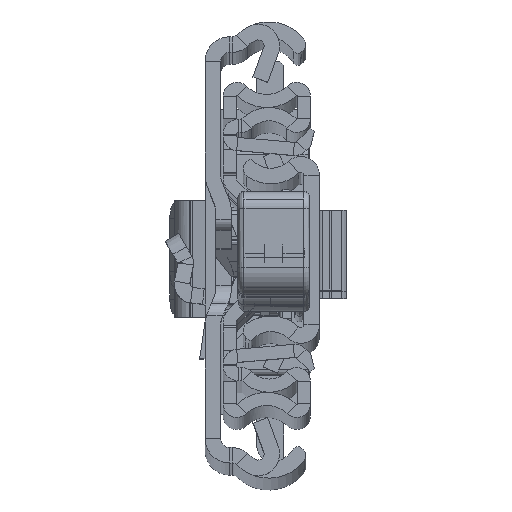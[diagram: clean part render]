
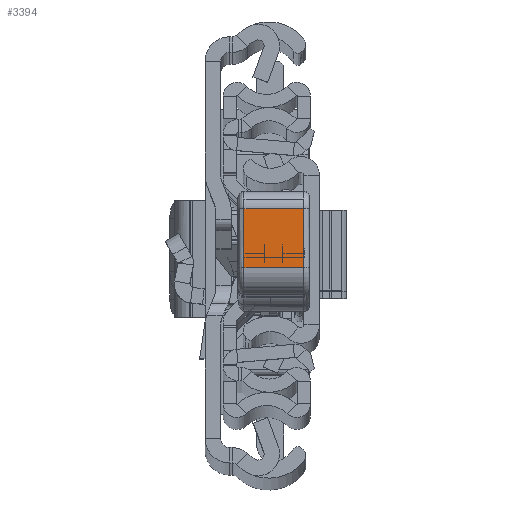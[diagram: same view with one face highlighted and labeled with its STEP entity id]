
A CAD part, top view. The second image highlights one B-rep face of the part: STEP entity #3394.
In plain terms, the highlighted face is planar.
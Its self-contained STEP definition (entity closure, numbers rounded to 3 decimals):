
#856 = EDGE_CURVE ( 'NONE', #19138, #4368, #29019, .T. ) ;
#3394 = ADVANCED_FACE ( 'NONE', ( #5492 ), #20288, .F. ) ;
#4220 = DIRECTION ( 'NONE',  ( -0.027, -1., 0. ) ) ;
#4368 = VERTEX_POINT ( 'NONE', #28238 ) ;
#5492 = FACE_OUTER_BOUND ( 'NONE', #7937, .T. ) ;
#6908 = LINE ( 'NONE', #9994, #8681 ) ;
#7937 = EDGE_LOOP ( 'NONE', ( #26693, #36042, #11534, #17364 ) ) ;
#8073 = VECTOR ( 'NONE', #22695, 1000. ) ;
#8572 = DIRECTION ( 'NONE',  ( -1., 0.027, 0. ) ) ;
#8681 = VECTOR ( 'NONE', #4220, 1000. ) ;
#9994 = CARTESIAN_POINT ( 'NONE',  ( 39.55, -12.274, -10. ) ) ;
#11504 = DIRECTION ( 'NONE',  ( 0., 0., 1. ) ) ;
#11534 = ORIENTED_EDGE ( 'NONE', *, *, #856, .F. ) ;
#13133 = VERTEX_POINT ( 'NONE', #16791 ) ;
#16791 = CARTESIAN_POINT ( 'NONE',  ( 39.55, -12.274, 0. ) ) ;
#16861 = LINE ( 'NONE', #22671, #29746 ) ;
#17364 = ORIENTED_EDGE ( 'NONE', *, *, #28850, .F. ) ;
#18159 = CARTESIAN_POINT ( 'NONE',  ( 39.55, -12.274, -10. ) ) ;
#18231 = LINE ( 'NONE', #32861, #30983 ) ;
#18338 = EDGE_CURVE ( 'NONE', #4368, #31615, #6908, .T. ) ;
#19138 = VERTEX_POINT ( 'NONE', #28716 ) ;
#19595 = CARTESIAN_POINT ( 'NONE',  ( 39.818, -2.465, -11. ) ) ;
#20288 = PLANE ( 'NONE',  #25203 ) ;
#22671 = CARTESIAN_POINT ( 'NONE',  ( 39.55, -12.274, -11. ) ) ;
#22695 = DIRECTION ( 'NONE',  ( 0., 0., -1. ) ) ;
#23196 = CARTESIAN_POINT ( 'NONE',  ( 39.55, -12.274, -11. ) ) ;
#23376 = DIRECTION ( 'NONE',  ( -0.027, -1., 0. ) ) ;
#25203 = AXIS2_PLACEMENT_3D ( 'NONE', #23196, #8572, #23376 ) ;
#26693 = ORIENTED_EDGE ( 'NONE', *, *, #29142, .F. ) ;
#28238 = CARTESIAN_POINT ( 'NONE',  ( 39.818, -2.465, -10. ) ) ;
#28716 = CARTESIAN_POINT ( 'NONE',  ( 39.818, -2.465, 0. ) ) ;
#28850 = EDGE_CURVE ( 'NONE', #13133, #19138, #18231, .T. ) ;
#29019 = LINE ( 'NONE', #19595, #8073 ) ;
#29142 = EDGE_CURVE ( 'NONE', #31615, #13133, #16861, .T. ) ;
#29408 = DIRECTION ( 'NONE',  ( 0.027, 1., 0. ) ) ;
#29746 = VECTOR ( 'NONE', #11504, 1000. ) ;
#30983 = VECTOR ( 'NONE', #29408, 1000. ) ;
#31615 = VERTEX_POINT ( 'NONE', #18159 ) ;
#32861 = CARTESIAN_POINT ( 'NONE',  ( 39.55, -12.274, 0. ) ) ;
#36042 = ORIENTED_EDGE ( 'NONE', *, *, #18338, .F. ) ;
